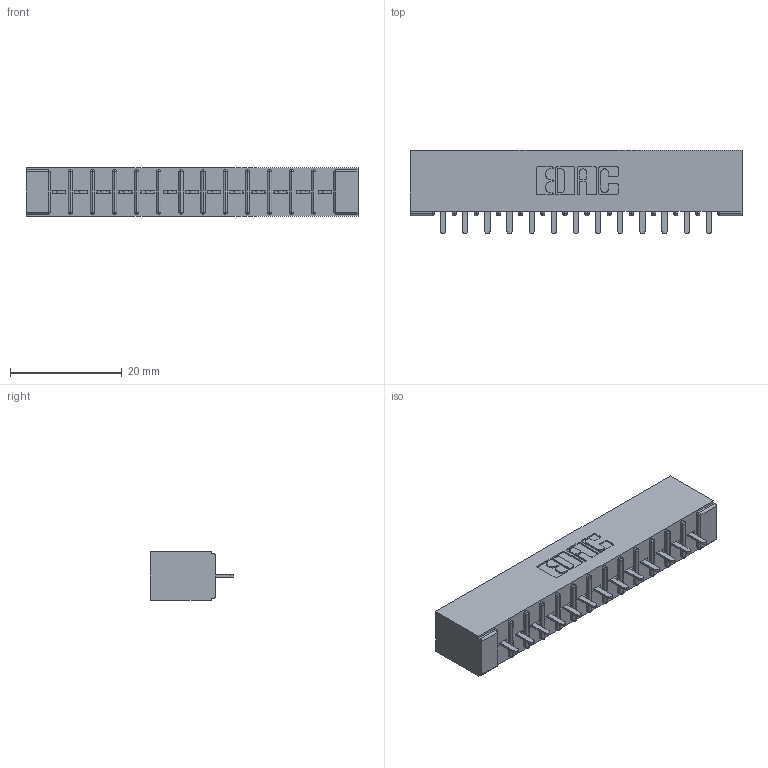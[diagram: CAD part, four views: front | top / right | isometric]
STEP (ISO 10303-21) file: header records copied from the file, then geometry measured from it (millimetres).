
FILE_DESCRIPTION (( 'STEP AP203' ), '1' );
FILE_NAME ('356-013-421-101.STEP', '2020-09-23T11:20:04', ( '' ), ( '' ), 'SwSTEP 2.0', 'SolidWorks 2020', '' );
FILE_SCHEMA (( 'CONFIG_CONTROL_DESIGN' ));
Length unit declared in the file: inch
Products named in the file (3): 306-290-001_121; 306 Part_No Mounting; 356-013-421-101
Assembly tree (14 placements, depth 2):
  356-013-421-101
    306 Part_No Mounting
    306-290-001_121  x13
Bounding box: 59.39 x 14.88 x 8.71 mm (x, y, z)
Volume: 4277.7 mm3; surface area: 6218.6 mm2
Topology: 14 solids, 14 shells, 1018 faces, 2853 edges, 1830 vertices
Faces by surface type: plane 675, cylinder 291, sphere 52
Entity records: 15558 total; most frequent: CARTESIAN_POINT 2606, ORIENTED_EDGE 2578, DIRECTION 2573, EDGE_CURVE 1289, VECTOR 995, LINE 995, VERTEX_POINT 822, AXIS2_PLACEMENT_3D 789
